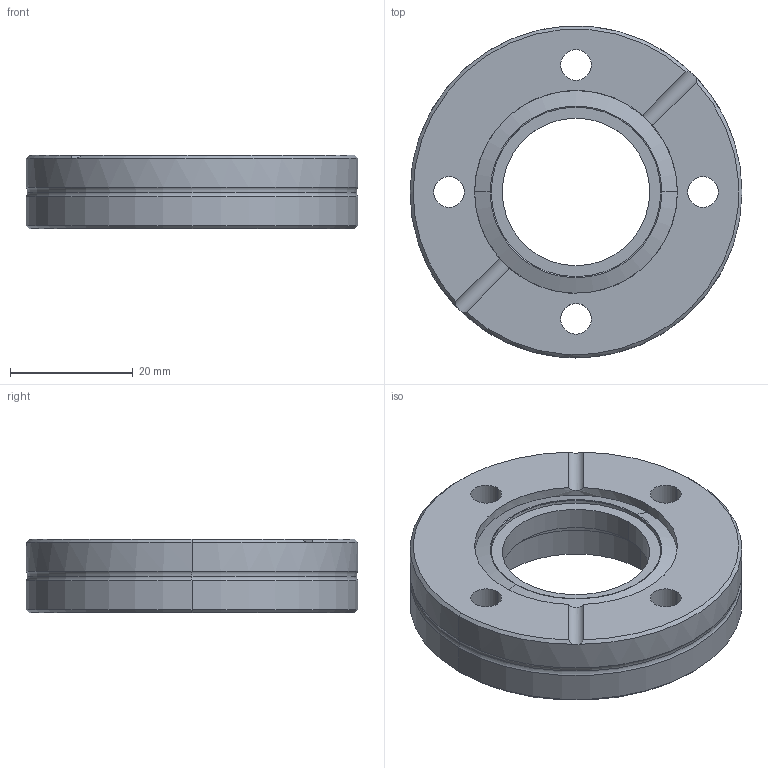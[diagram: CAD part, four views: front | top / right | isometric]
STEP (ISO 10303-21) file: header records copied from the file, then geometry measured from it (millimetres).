
FILE_DESCRIPTION (( 'STEP AP214' ), '1' );
FILE_NAME ('420FAD025-28-G.stp', '2017-06-06T09:21:10', ( '' ), ( '' ), 'SwSTEP 2.0', 'SolidWorks 2015', '' );
FILE_SCHEMA (( 'AUTOMOTIVE_DESIGN' ));
Length unit declared in the file: millimetre
Products named in the file (1): 420FAD025-28-G
Bounding box: 54 x 54 x 12 mm (x, y, z)
Volume: 19002.8 mm3; surface area: 7531 mm2
Topology: 1 solids, 2 shells, 50 faces, 116 edges, 71 vertices
Faces by surface type: cylinder 24, cone 11, torus 8, plane 7
Entity records: 2091 total; most frequent: CARTESIAN_POINT 298, DIRECTION 283, ORIENTED_EDGE 232, AXIS2_PLACEMENT_3D 124, EDGE_CURVE 116, CIRCLE 73, VERTEX_POINT 71, EDGE_LOOP 63
